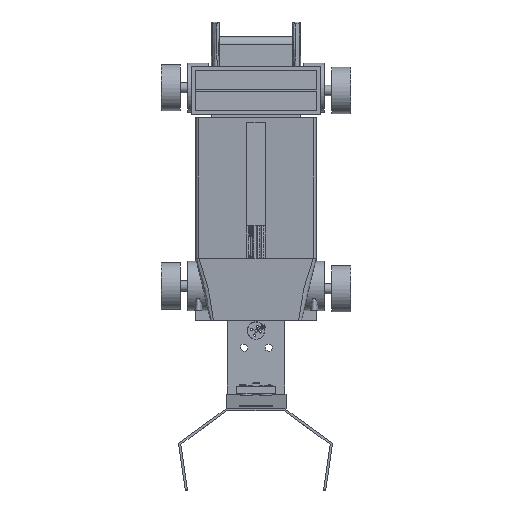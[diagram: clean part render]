
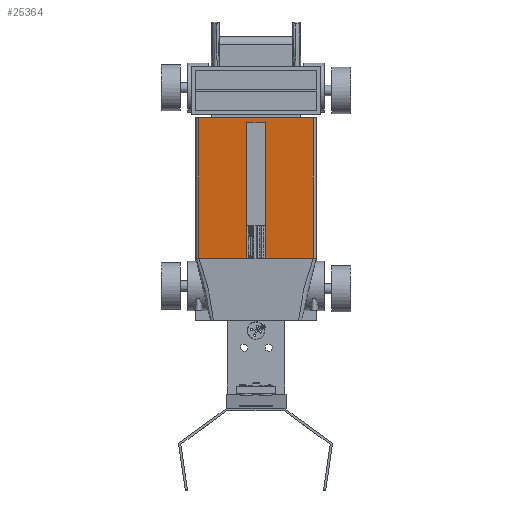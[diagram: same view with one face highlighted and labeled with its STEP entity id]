
A CAD part, top view. The second image highlights one B-rep face of the part: STEP entity #25364.
In plain terms, the highlighted planar face has unit normal (0, -0.083, 0.997).
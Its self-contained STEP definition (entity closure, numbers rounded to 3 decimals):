
#746=PLANE('',#27150);
#2092=FACE_OUTER_BOUND('',#3589,.T.);
#3589=EDGE_LOOP('',(#18282,#18283,#18284,#18285,#18286,#18287,#18288,#18289,
#18290,#18291));
#5382=LINE('',#37422,#8543);
#5384=LINE('',#37428,#8545);
#5388=LINE('',#37436,#8549);
#5389=LINE('',#37438,#8550);
#5390=LINE('',#37440,#8551);
#5391=LINE('',#37442,#8552);
#5392=LINE('',#37444,#8553);
#5393=LINE('',#37446,#8554);
#5394=LINE('',#37448,#8555);
#5395=LINE('',#37449,#8556);
#8543=VECTOR('',#29321,10.);
#8545=VECTOR('',#29327,10.);
#8549=VECTOR('',#29333,10.);
#8550=VECTOR('',#29334,10.);
#8551=VECTOR('',#29335,10.);
#8552=VECTOR('',#29336,10.);
#8553=VECTOR('',#29337,10.);
#8554=VECTOR('',#29338,10.);
#8555=VECTOR('',#29339,10.);
#8556=VECTOR('',#29340,10.);
#11977=VERTEX_POINT('',#37419);
#11978=VERTEX_POINT('',#37421);
#11980=VERTEX_POINT('',#37427);
#11983=VERTEX_POINT('',#37435);
#11984=VERTEX_POINT('',#37437);
#11985=VERTEX_POINT('',#37439);
#11986=VERTEX_POINT('',#37441);
#11987=VERTEX_POINT('',#37443);
#11988=VERTEX_POINT('',#37445);
#11989=VERTEX_POINT('',#37447);
#14418=EDGE_CURVE('',#11977,#11978,#5382,.T.);
#14421=EDGE_CURVE('',#11980,#11978,#5384,.T.);
#14425=EDGE_CURVE('',#11977,#11983,#5388,.T.);
#14426=EDGE_CURVE('',#11983,#11984,#5389,.T.);
#14427=EDGE_CURVE('',#11984,#11985,#5390,.T.);
#14428=EDGE_CURVE('',#11985,#11986,#5391,.T.);
#14429=EDGE_CURVE('',#11986,#11987,#5392,.T.);
#14430=EDGE_CURVE('',#11988,#11987,#5393,.T.);
#14431=EDGE_CURVE('',#11988,#11989,#5394,.T.);
#14432=EDGE_CURVE('',#11989,#11980,#5395,.T.);
#18282=ORIENTED_EDGE('',*,*,#14418,.F.);
#18283=ORIENTED_EDGE('',*,*,#14425,.T.);
#18284=ORIENTED_EDGE('',*,*,#14426,.T.);
#18285=ORIENTED_EDGE('',*,*,#14427,.T.);
#18286=ORIENTED_EDGE('',*,*,#14428,.T.);
#18287=ORIENTED_EDGE('',*,*,#14429,.T.);
#18288=ORIENTED_EDGE('',*,*,#14430,.F.);
#18289=ORIENTED_EDGE('',*,*,#14431,.T.);
#18290=ORIENTED_EDGE('',*,*,#14432,.T.);
#18291=ORIENTED_EDGE('',*,*,#14421,.T.);
#25364=ADVANCED_FACE('',(#2092),#746,.F.);
#27150=AXIS2_PLACEMENT_3D('',#37434,#29331,#29332);
#29321=DIRECTION('',(0.,0.997,0.083));
#29327=DIRECTION('',(-1.,0.,0.));
#29331=DIRECTION('center_axis',(0.,0.083,
-0.997));
#29332=DIRECTION('ref_axis',(-1.,0.,0.));
#29333=DIRECTION('',(1.,0.,0.));
#29334=DIRECTION('',(0.,0.997,0.083));
#29335=DIRECTION('',(1.,0.,0.));
#29336=DIRECTION('',(0.,-0.997,-0.083));
#29337=DIRECTION('',(1.,0.,0.));
#29338=DIRECTION('',(0.,-0.997,-0.083));
#29339=DIRECTION('',(-1.,0.,0.));
#29340=DIRECTION('',(-1.,0.,0.));
#37419=CARTESIAN_POINT('',(-49.5,9.053,50.081));
#37421=CARTESIAN_POINT('',(-49.5,200.053,65.993));
#37422=CARTESIAN_POINT('',(-49.5,154.878,62.229));
#37427=CARTESIAN_POINT('',(16.,200.053,65.993));
#37428=CARTESIAN_POINT('',(19.225,200.053,65.993));
#37434=CARTESIAN_POINT('Origin',(28.45,197.053,65.743));
#37435=CARTESIAN_POINT('',(16.,9.053,50.081));
#37436=CARTESIAN_POINT('',(-53.5,9.053,50.081));
#37437=CARTESIAN_POINT('',(16.,194.053,65.493));
#37438=CARTESIAN_POINT('',(16.,9.053,50.081));
#37439=CARTESIAN_POINT('',(41.,194.053,65.493));
#37440=CARTESIAN_POINT('',(37.725,194.053,65.493));
#37441=CARTESIAN_POINT('',(41.,9.053,50.081));
#37442=CARTESIAN_POINT('',(41.,200.053,65.993));
#37443=CARTESIAN_POINT('',(106.4,9.053,50.081));
#37444=CARTESIAN_POINT('',(41.,9.053,50.081));
#37445=CARTESIAN_POINT('',(106.4,200.053,65.993));
#37446=CARTESIAN_POINT('',(106.4,154.878,62.229));
#37447=CARTESIAN_POINT('',(41.,200.053,65.993));
#37448=CARTESIAN_POINT('',(19.225,200.053,65.993));
#37449=CARTESIAN_POINT('',(19.225,200.053,65.993));
